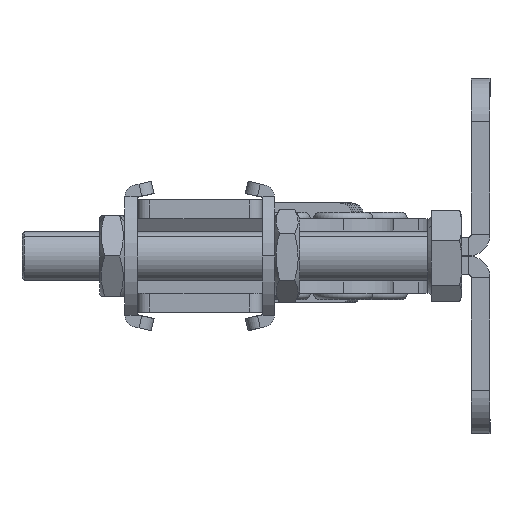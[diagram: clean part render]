
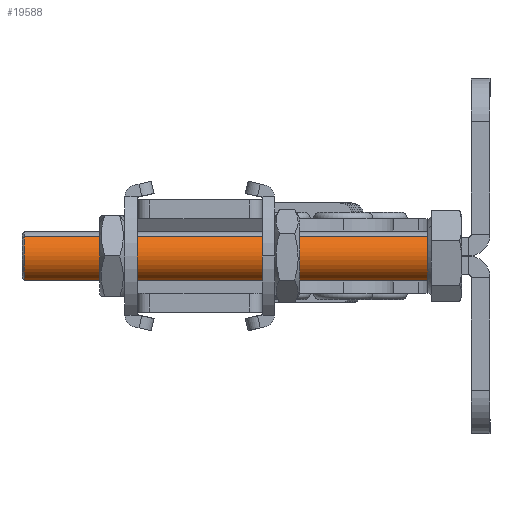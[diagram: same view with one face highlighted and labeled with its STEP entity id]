
A CAD part, left-side view. The second image highlights one B-rep face of the part: STEP entity #19588.
In plain terms, the highlighted cylindrical face has radius 4 mm (diameter 8 mm), a partial arc.
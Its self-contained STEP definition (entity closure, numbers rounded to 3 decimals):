
#3013 = LINE ( 'NONE', #15210, #3017 ) ;
#3017 = VECTOR ( 'NONE', #15191, 1000. ) ;
#3104 = LINE ( 'NONE', #15694, #3107 ) ;
#3107 = VECTOR ( 'NONE', #15696, 1000. ) ;
#3184 = CIRCLE ( 'NONE', #23814, 4. ) ;
#3207 = CIRCLE ( 'NONE', #23824, 4. ) ;
#3600 = FACE_OUTER_BOUND ( 'NONE', #26646, .T. ) ;
#3603 = CYLINDRICAL_SURFACE ( 'NONE', #23929, 4. ) ;
#8280 = CARTESIAN_POINT ( 'NONE',  ( 70.05, 0., -4. ) ) ;
#8291 = CARTESIAN_POINT ( 'NONE',  ( 5.45, 0., 4. ) ) ;
#8368 = CARTESIAN_POINT ( 'NONE',  ( 5.45, 0., -4. ) ) ;
#8482 = CARTESIAN_POINT ( 'NONE',  ( 70.05, 0., 4. ) ) ;
#11273 = DIRECTION ( 'NONE',  ( 0., 0., 1. ) ) ;
#11277 = DIRECTION ( 'NONE',  ( -1., 0., 0. ) ) ;
#11278 = CARTESIAN_POINT ( 'NONE',  ( 70.45, 0., 0. ) ) ;
#14113 = EDGE_CURVE ( 'NONE', #20472, #20518, #3013, .T. ) ;
#14184 = EDGE_CURVE ( 'NONE', #20578, #20478, #3104, .T. ) ;
#14260 = EDGE_CURVE ( 'NONE', #20518, #20478, #3184, .T. ) ;
#14303 = EDGE_CURVE ( 'NONE', #20578, #20472, #3207, .T. ) ;
#15191 = DIRECTION ( 'NONE',  ( -1., 0., 0. ) ) ;
#15210 = CARTESIAN_POINT ( 'NONE',  ( 70.45, 0., -4. ) ) ;
#15694 = CARTESIAN_POINT ( 'NONE',  ( 70.45, 0., 4. ) ) ;
#15696 = DIRECTION ( 'NONE',  ( -1., 0., 0. ) ) ;
#16060 = CARTESIAN_POINT ( 'NONE',  ( 5.45, 0., 0. ) ) ;
#16061 = DIRECTION ( 'NONE',  ( 1., 0., 0. ) ) ;
#16062 = DIRECTION ( 'NONE',  ( 0., 0., -1. ) ) ;
#16114 = CARTESIAN_POINT ( 'NONE',  ( 70.05, 0., 0. ) ) ;
#16115 = DIRECTION ( 'NONE',  ( -1., 0., 0. ) ) ;
#16116 = DIRECTION ( 'NONE',  ( 0., 0., -1. ) ) ;
#17569 = ORIENTED_EDGE ( 'NONE', *, *, #14303, .T. ) ;
#17570 = ORIENTED_EDGE ( 'NONE', *, *, #14113, .T. ) ;
#17571 = ORIENTED_EDGE ( 'NONE', *, *, #14260, .T. ) ;
#17573 = ORIENTED_EDGE ( 'NONE', *, *, #14184, .F. ) ;
#19588 = ADVANCED_FACE ( 'NONE', ( #3600 ), #3603, .T. ) ;
#20472 = VERTEX_POINT ( 'NONE', #8280 ) ;
#20478 = VERTEX_POINT ( 'NONE', #8291 ) ;
#20518 = VERTEX_POINT ( 'NONE', #8368 ) ;
#20578 = VERTEX_POINT ( 'NONE', #8482 ) ;
#23814 = AXIS2_PLACEMENT_3D ( 'NONE', #16060, #16061, #16062 ) ;
#23824 = AXIS2_PLACEMENT_3D ( 'NONE', #16114, #16115, #16116 ) ;
#23929 = AXIS2_PLACEMENT_3D ( 'NONE', #11278, #11277, #11273 ) ;
#26646 = EDGE_LOOP ( 'NONE', ( #17569, #17570, #17571, #17573 ) ) ;
